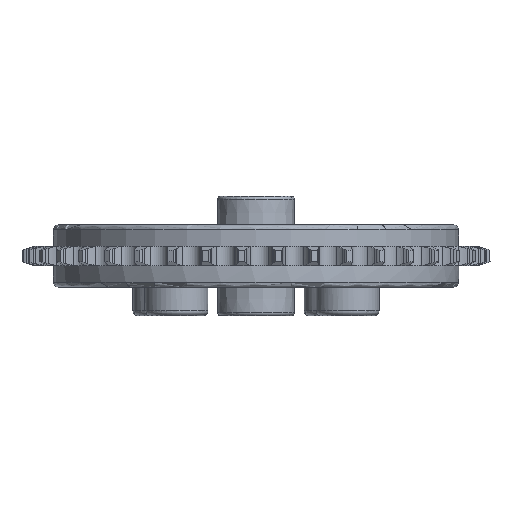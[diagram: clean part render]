
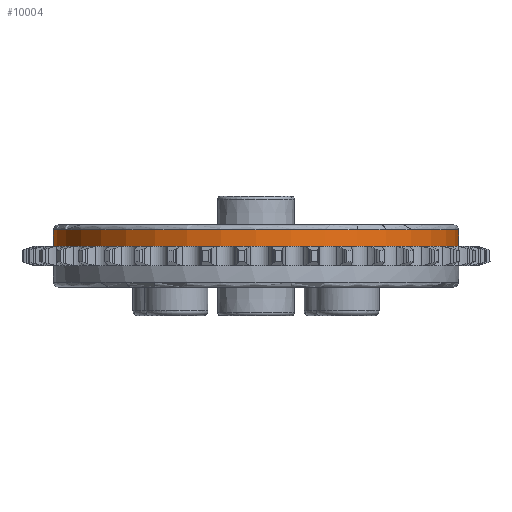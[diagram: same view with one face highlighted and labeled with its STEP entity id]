
A CAD part, front view. The second image highlights one B-rep face of the part: STEP entity #10004.
In plain terms, the highlighted cylindrical face has radius 21.215 mm (diameter 42.43 mm), a full revolution.
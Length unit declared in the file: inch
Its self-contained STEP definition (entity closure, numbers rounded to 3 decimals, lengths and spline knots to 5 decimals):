
#196=LINE('',#18603,#645);
#645=VECTOR('',#12092,0.83524);
#1041=CYLINDRICAL_SURFACE('',#10693,0.83524);
#1565=FACE_OUTER_BOUND('',#2103,.T.);
#2103=EDGE_LOOP('',(#7310,#7311,#7312,#7313,#7314,#7315,#7316));
#2667=CIRCLE('',#10661,0.83524);
#2668=CIRCLE('',#10662,0.83524);
#2696=CIRCLE('',#10694,0.83524);
#2697=CIRCLE('',#10695,0.83524);
#2698=CIRCLE('',#10696,0.83524);
#3983=VERTEX_POINT('',#18428);
#3984=VERTEX_POINT('',#18430);
#4067=VERTEX_POINT('',#18602);
#4068=VERTEX_POINT('',#18604);
#4069=VERTEX_POINT('',#18606);
#5216=EDGE_CURVE('',#3983,#3984,#2667,.T.);
#5217=EDGE_CURVE('',#3984,#3983,#2668,.T.);
#5301=EDGE_CURVE('',#3983,#4067,#196,.T.);
#5302=EDGE_CURVE('',#4067,#4068,#2696,.T.);
#5303=EDGE_CURVE('',#4068,#4069,#2697,.T.);
#5304=EDGE_CURVE('',#4069,#4067,#2698,.T.);
#7310=ORIENTED_EDGE('',*,*,#5217,.F.);
#7311=ORIENTED_EDGE('',*,*,#5216,.F.);
#7312=ORIENTED_EDGE('',*,*,#5301,.T.);
#7313=ORIENTED_EDGE('',*,*,#5302,.T.);
#7314=ORIENTED_EDGE('',*,*,#5303,.T.);
#7315=ORIENTED_EDGE('',*,*,#5304,.T.);
#7316=ORIENTED_EDGE('',*,*,#5301,.F.);
#10004=ADVANCED_FACE('',(#1565),#1041,.T.);
#10661=AXIS2_PLACEMENT_3D('',#18431,#11970,#11971);
#10662=AXIS2_PLACEMENT_3D('',#18432,#11972,#11973);
#10693=AXIS2_PLACEMENT_3D('',#18601,#12090,#12091);
#10694=AXIS2_PLACEMENT_3D('',#18605,#12093,#12094);
#10695=AXIS2_PLACEMENT_3D('',#18607,#12095,#12096);
#10696=AXIS2_PLACEMENT_3D('',#18608,#12097,#12098);
#11970=DIRECTION('center_axis',(0.,0.,1.));
#11971=DIRECTION('ref_axis',(-1.,0.005,0.));
#11972=DIRECTION('center_axis',(0.,0.,1.));
#11973=DIRECTION('ref_axis',(-1.,0.005,0.));
#12090=DIRECTION('center_axis',(0.,0.,1.));
#12091=DIRECTION('ref_axis',(1.,0.,0.));
#12092=DIRECTION('',(0.,0.,-1.));
#12093=DIRECTION('center_axis',(0.,0.,1.));
#12094=DIRECTION('ref_axis',(1.,0.,0.));
#12095=DIRECTION('center_axis',(0.,0.,1.));
#12096=DIRECTION('ref_axis',(1.,0.,0.));
#12097=DIRECTION('center_axis',(0.,0.,1.));
#12098=DIRECTION('ref_axis',(1.,0.,0.));
#18428=CARTESIAN_POINT('',(-0.83524,0.,0.14764));
#18430=CARTESIAN_POINT('',(0.83524,0.,0.14764));
#18431=CARTESIAN_POINT('Origin',(0.,0.,0.14764));
#18432=CARTESIAN_POINT('Origin',(0.,0.,0.14764));
#18601=CARTESIAN_POINT('Origin',(0.,0.,0.16732));
#18602=CARTESIAN_POINT('',(-0.83524,0.,0.07864));
#18603=CARTESIAN_POINT('',(-0.83524,0.,0.16732));
#18604=CARTESIAN_POINT('',(0.83524,0.,0.07864));
#18605=CARTESIAN_POINT('Origin',(0.,0.,0.07864));
#18606=CARTESIAN_POINT('',(-0.83478,0.02749,0.07864));
#18607=CARTESIAN_POINT('Origin',(0.,0.,0.07864));
#18608=CARTESIAN_POINT('Origin',(0.,0.,0.07864));
